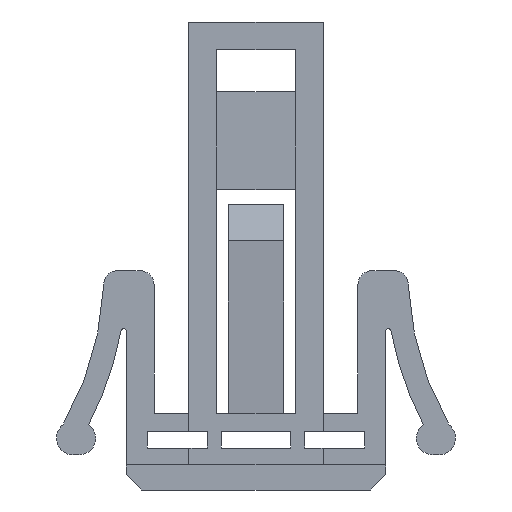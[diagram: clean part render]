
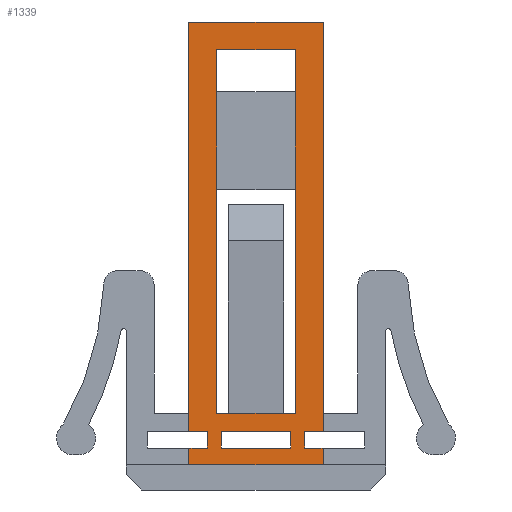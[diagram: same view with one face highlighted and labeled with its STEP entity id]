
A CAD part, front view. The second image highlights one B-rep face of the part: STEP entity #1339.
In plain terms, the highlighted planar face has unit normal (0, -1, 0).
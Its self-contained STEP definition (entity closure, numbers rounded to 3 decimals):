
#137=DIRECTION('',(-1.,0.,0.));
#138=VECTOR('',#137,5.6);
#139=CARTESIAN_POINT('',(2.8,-1.,-28.));
#140=LINE('',#139,#138);
#141=DIRECTION('',(1.,0.,0.));
#142=VECTOR('',#141,5.6);
#143=CARTESIAN_POINT('',(-2.8,-1.,-2.));
#144=LINE('',#143,#142);
#145=DIRECTION('',(-1.,0.,0.));
#146=VECTOR('',#145,4.95);
#147=CARTESIAN_POINT('',(2.475,-1.,-30.5));
#148=LINE('',#147,#146);
#149=DIRECTION('',(0.,0.,-1.));
#150=VECTOR('',#149,1.2);
#151=CARTESIAN_POINT('',(2.475,-1.,-29.3));
#152=LINE('',#151,#150);
#153=DIRECTION('',(1.,0.,0.));
#154=VECTOR('',#153,4.95);
#155=CARTESIAN_POINT('',(-2.475,-1.,-29.3));
#156=LINE('',#155,#154);
#157=DIRECTION('',(0.,0.,1.));
#158=VECTOR('',#157,1.2);
#159=CARTESIAN_POINT('',(-2.475,-1.,-30.5));
#160=LINE('',#159,#158);
#161=DIRECTION('',(0.,0.,-1.));
#162=VECTOR('',#161,29.3);
#163=CARTESIAN_POINT('',(4.8,-1.,0.));
#164=LINE('',#163,#162);
#165=DIRECTION('',(1.,0.,0.));
#166=VECTOR('',#165,1.325);
#167=CARTESIAN_POINT('',(3.475,-1.,-29.3));
#168=LINE('',#167,#166);
#169=DIRECTION('',(0.,0.,1.));
#170=VECTOR('',#169,1.2);
#171=CARTESIAN_POINT('',(3.475,-1.,-30.5));
#172=LINE('',#171,#170);
#173=DIRECTION('',(-1.,0.,0.));
#174=VECTOR('',#173,1.325);
#175=CARTESIAN_POINT('',(4.8,-1.,-30.5));
#176=LINE('',#175,#174);
#177=DIRECTION('',(0.,0.,1.));
#178=VECTOR('',#177,1.2);
#179=CARTESIAN_POINT('',(4.8,-1.,-31.7));
#180=LINE('',#179,#178);
#181=DIRECTION('',(1.,0.,0.));
#182=VECTOR('',#181,9.6);
#183=CARTESIAN_POINT('',(-4.8,-1.,-31.7));
#184=LINE('',#183,#182);
#185=DIRECTION('',(0.,0.,-1.));
#186=VECTOR('',#185,1.2);
#187=CARTESIAN_POINT('',(-4.8,-1.,-30.5));
#188=LINE('',#187,#186);
#189=DIRECTION('',(-1.,0.,0.));
#190=VECTOR('',#189,1.325);
#191=CARTESIAN_POINT('',(-3.475,-1.,-30.5));
#192=LINE('',#191,#190);
#193=DIRECTION('',(0.,0.,-1.));
#194=VECTOR('',#193,1.2);
#195=CARTESIAN_POINT('',(-3.475,-1.,-29.3));
#196=LINE('',#195,#194);
#197=DIRECTION('',(1.,0.,0.));
#198=VECTOR('',#197,1.325);
#199=CARTESIAN_POINT('',(-4.8,-1.,-29.3));
#200=LINE('',#199,#198);
#201=DIRECTION('',(0.,0.,1.));
#202=VECTOR('',#201,29.3);
#203=CARTESIAN_POINT('',(-4.8,-1.,-29.3));
#204=LINE('',#203,#202);
#205=DIRECTION('',(1.,0.,0.));
#206=VECTOR('',#205,9.6);
#207=CARTESIAN_POINT('',(-4.8,-1.,0.));
#208=LINE('',#207,#206);
#209=DIRECTION('',(0.,0.,1.));
#210=VECTOR('',#209,26.);
#211=CARTESIAN_POINT('',(-2.8,-1.,-28.));
#212=LINE('',#211,#210);
#361=DIRECTION('',(0.,0.,-1.));
#362=VECTOR('',#361,26.);
#363=CARTESIAN_POINT('',(2.8,-1.,-2.));
#364=LINE('',#363,#362);
#1004=CARTESIAN_POINT('',(-4.8,-1.,0.));
#1005=CARTESIAN_POINT('',(4.8,-1.,0.));
#1006=VERTEX_POINT('',#1004);
#1007=VERTEX_POINT('',#1005);
#1012=CARTESIAN_POINT('',(-2.8,-1.,-2.));
#1013=CARTESIAN_POINT('',(2.8,-1.,-2.));
#1014=VERTEX_POINT('',#1012);
#1015=VERTEX_POINT('',#1013);
#1128=CARTESIAN_POINT('',(-4.8,-1.,-29.3));
#1129=CARTESIAN_POINT('',(-3.475,-1.,-29.3));
#1130=VERTEX_POINT('',#1128);
#1131=VERTEX_POINT('',#1129);
#1132=CARTESIAN_POINT('',(-3.475,-1.,-30.5));
#1133=VERTEX_POINT('',#1132);
#1134=CARTESIAN_POINT('',(-4.8,-1.,-30.5));
#1135=VERTEX_POINT('',#1134);
#1136=CARTESIAN_POINT('',(-4.8,-1.,-31.7));
#1137=VERTEX_POINT('',#1136);
#1138=CARTESIAN_POINT('',(4.8,-1.,-31.7));
#1139=VERTEX_POINT('',#1138);
#1140=CARTESIAN_POINT('',(4.8,-1.,-30.5));
#1141=VERTEX_POINT('',#1140);
#1142=CARTESIAN_POINT('',(3.475,-1.,-30.5));
#1143=VERTEX_POINT('',#1142);
#1144=CARTESIAN_POINT('',(3.475,-1.,-29.3));
#1145=VERTEX_POINT('',#1144);
#1146=CARTESIAN_POINT('',(4.8,-1.,-29.3));
#1147=VERTEX_POINT('',#1146);
#1148=CARTESIAN_POINT('',(2.475,-1.,-30.5));
#1149=CARTESIAN_POINT('',(-2.475,-1.,-30.5));
#1150=VERTEX_POINT('',#1148);
#1151=VERTEX_POINT('',#1149);
#1152=CARTESIAN_POINT('',(-2.475,-1.,-29.3));
#1153=VERTEX_POINT('',#1152);
#1154=CARTESIAN_POINT('',(2.475,-1.,-29.3));
#1155=VERTEX_POINT('',#1154);
#1172=CARTESIAN_POINT('',(-2.8,-1.,-28.));
#1173=VERTEX_POINT('',#1172);
#1174=CARTESIAN_POINT('',(2.8,-1.,-28.));
#1175=VERTEX_POINT('',#1174);
#1289=CARTESIAN_POINT('',(0.,-1.,0.));
#1290=DIRECTION('',(0.,1.,0.));
#1291=DIRECTION('',(1.,0.,0.));
#1292=AXIS2_PLACEMENT_3D('',#1289,#1290,#1291);
#1293=PLANE('',#1292);
#1295=ORIENTED_EDGE('',*,*,#1294,.T.);
#1297=ORIENTED_EDGE('',*,*,#1296,.F.);
#1299=ORIENTED_EDGE('',*,*,#1298,.F.);
#1301=ORIENTED_EDGE('',*,*,#1300,.F.);
#1303=ORIENTED_EDGE('',*,*,#1302,.F.);
#1305=ORIENTED_EDGE('',*,*,#1304,.F.);
#1307=ORIENTED_EDGE('',*,*,#1306,.F.);
#1309=ORIENTED_EDGE('',*,*,#1308,.F.);
#1311=ORIENTED_EDGE('',*,*,#1310,.F.);
#1313=ORIENTED_EDGE('',*,*,#1312,.F.);
#1314=ORIENTED_EDGE('',*,*,#1269,.T.);
#1316=ORIENTED_EDGE('',*,*,#1315,.T.);
#1317=EDGE_LOOP('',(#1295,#1297,#1299,#1301,#1303,#1305,#1307,#1309,#1311,#1313,
#1314,#1316));
#1318=FACE_OUTER_BOUND('',#1317,.F.);
#1320=ORIENTED_EDGE('',*,*,#1319,.F.);
#1322=ORIENTED_EDGE('',*,*,#1321,.F.);
#1324=ORIENTED_EDGE('',*,*,#1323,.F.);
#1326=ORIENTED_EDGE('',*,*,#1325,.F.);
#1327=EDGE_LOOP('',(#1320,#1322,#1324,#1326));
#1328=FACE_BOUND('',#1327,.F.);
#1330=ORIENTED_EDGE('',*,*,#1329,.F.);
#1332=ORIENTED_EDGE('',*,*,#1331,.F.);
#1334=ORIENTED_EDGE('',*,*,#1333,.F.);
#1336=ORIENTED_EDGE('',*,*,#1335,.F.);
#1337=EDGE_LOOP('',(#1330,#1332,#1334,#1336));
#1338=FACE_BOUND('',#1337,.F.);
#1339=ADVANCED_FACE('',(#1318,#1328,#1338),#1293,.F.);
#1269=EDGE_CURVE('',#1130,#1006,#204,.T.);
#1294=EDGE_CURVE('',#1007,#1147,#164,.T.);
#1296=EDGE_CURVE('',#1145,#1147,#168,.T.);
#1298=EDGE_CURVE('',#1143,#1145,#172,.T.);
#1300=EDGE_CURVE('',#1141,#1143,#176,.T.);
#1302=EDGE_CURVE('',#1139,#1141,#180,.T.);
#1304=EDGE_CURVE('',#1137,#1139,#184,.T.);
#1306=EDGE_CURVE('',#1135,#1137,#188,.T.);
#1308=EDGE_CURVE('',#1133,#1135,#192,.T.);
#1310=EDGE_CURVE('',#1131,#1133,#196,.T.);
#1312=EDGE_CURVE('',#1130,#1131,#200,.T.);
#1315=EDGE_CURVE('',#1006,#1007,#208,.T.);
#1319=EDGE_CURVE('',#1150,#1151,#148,.T.);
#1321=EDGE_CURVE('',#1155,#1150,#152,.T.);
#1323=EDGE_CURVE('',#1153,#1155,#156,.T.);
#1325=EDGE_CURVE('',#1151,#1153,#160,.T.);
#1329=EDGE_CURVE('',#1173,#1014,#212,.T.);
#1331=EDGE_CURVE('',#1175,#1173,#140,.T.);
#1333=EDGE_CURVE('',#1015,#1175,#364,.T.);
#1335=EDGE_CURVE('',#1014,#1015,#144,.T.);
